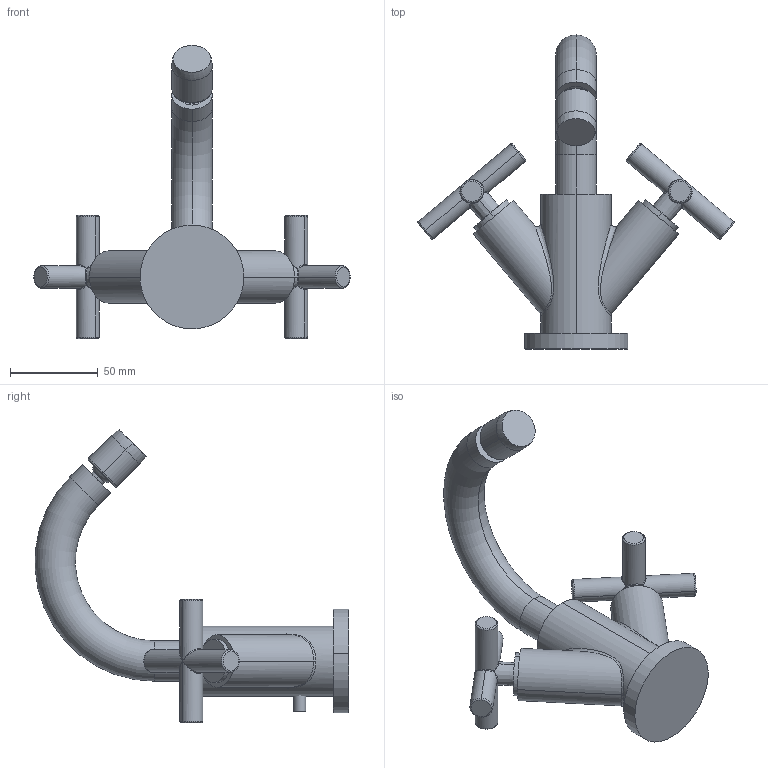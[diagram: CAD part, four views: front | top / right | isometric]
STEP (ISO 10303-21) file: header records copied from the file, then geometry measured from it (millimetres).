
FILE_DESCRIPTION (( 'STEP AP214' ), '1' );
FILE_NAME ('24510892.STEP', '2020-09-28T07:01:40', ( '' ), ( '' ), 'SwSTEP 2.0', 'SolidWorks 2020', '' );
FILE_SCHEMA (( 'AUTOMOTIVE_DESIGN' ));
Length unit declared in the file: millimetre
Products named in the file (8): Planungsmodell_Körper2-+-09.19.89.008.94-01_-; 24510892; Planungsmodell_Auslauf-+-04.28.22.062.00.94-01_ _K23_23x22,5,R56,5<45x10; Planungsmodell_Rohr_gerade-+-28.568.780-10_ _K27_7x25; Planungsmodell_Rohr_gerade-+-28.568.780-10_ _K100_24,5x2,85; Planungsmodell_Perlator-+-33.600.945-02_ _K1_23x30,4; Planungsmodell_Rosette_rund-+-36.104.820-01_ _K22_59x9; Planungsmodell_Griff-+-09.20.89.003-01_ _K2
Assembly tree (9 placements, depth 2):
  24510892
    Planungsmodell_Körper2-+-09.19.89.008.94-01_-
    Planungsmodell_Rosette_rund-+-36.104.820-01_ _K22_59x9
    Planungsmodell_Rohr_gerade-+-28.568.780-10_ _K100_24,5x2,85  x2
    Planungsmodell_Griff-+-09.20.89.003-01_ _K2  x2
    Planungsmodell_Auslauf-+-04.28.22.062.00.94-01_ _K23_23x22,5,R56,5<45x10
    Planungsmodell_Rohr_gerade-+-28.568.780-10_ _K27_7x25
    Planungsmodell_Perlator-+-33.600.945-02_ _K1_23x30,4
Bounding box: 179.77 x 178.39 x 166.63 mm (x, y, z)
Volume: 308022.9 mm3; surface area: 58475.5 mm2
Topology: 9 solids, 9 shells, 129 faces, 262 edges, 146 vertices
Faces by surface type: cylinder 44, plane 27, torus 22, bspline 20, sphere 10, cone 6
Entity records: 4602 total; most frequent: CARTESIAN_POINT 2447, DIRECTION 412, ORIENTED_EDGE 344, AXIS2_PLACEMENT_3D 188, EDGE_CURVE 172, VERTEX_POINT 101, CIRCLE 100, EDGE_LOOP 91
